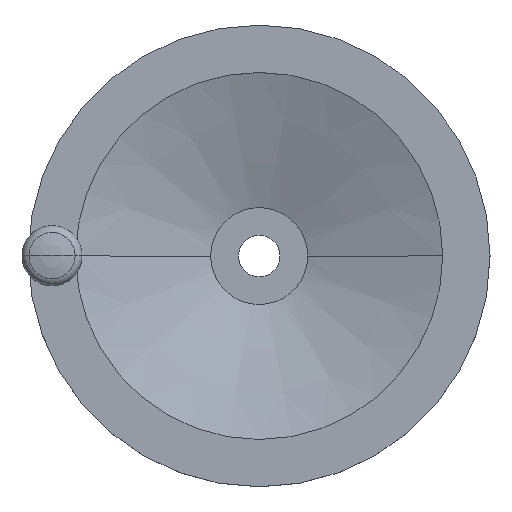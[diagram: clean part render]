
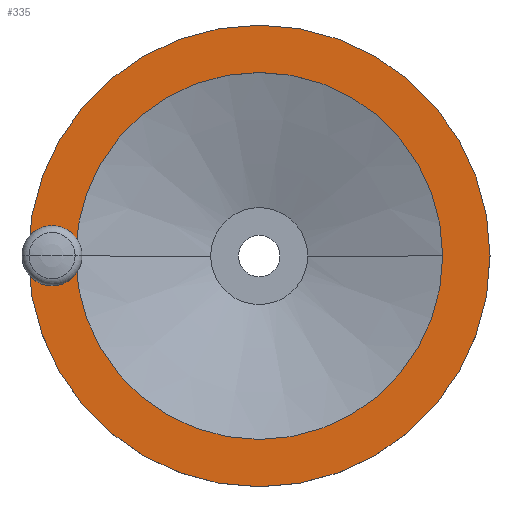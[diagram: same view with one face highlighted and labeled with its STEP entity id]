
A CAD part, top view. The second image highlights one B-rep face of the part: STEP entity #335.
In plain terms, the highlighted planar face has unit normal (0, 0, 1).
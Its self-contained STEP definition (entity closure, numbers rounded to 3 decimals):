
#185=EDGE_CURVE('',#323,#349,#483,.T.);
#187=EDGE_CURVE('',#285,#391,#485,.T.);
#235=EDGE_CURVE('',#319,#293,#540,.T.);
#249=EDGE_CURVE('',#391,#285,#559,.T.);
#265=EDGE_CURVE('',#349,#323,#578,.T.);
#285=VERTEX_POINT('',#600);
#287=EDGE_CURVE('',#293,#319,#602,.T.);
#293=VERTEX_POINT('',#608);
#319=VERTEX_POINT('',#636);
#323=VERTEX_POINT('',#640);
#335=ADVANCED_FACE('',(#654,#655,#656),#657,.T.);
#349=VERTEX_POINT('',#672);
#391=VERTEX_POINT('',#719);
#483=CIRCLE('',#815,100.0);
#485=CIRCLE('',#818,79.5);
#540=CIRCLE('',#891,6.5);
#559=CIRCLE('',#911,79.5);
#578=CIRCLE('',#934,100.0);
#600=CARTESIAN_POINT('',(-79.5,0.,45.0));
#602=CIRCLE('',#964,6.5);
#608=CARTESIAN_POINT('',(-83.25,0.,45.0));
#636=CARTESIAN_POINT('',(-96.25,0.,45.0));
#640=CARTESIAN_POINT('',(100.0,0.,45.0));
#654=FACE_BOUND('',#1026,.T.);
#655=FACE_OUTER_BOUND('',#1027,.T.);
#656=FACE_BOUND('',#1028,.T.);
#657=PLANE('',#1029);
#672=CARTESIAN_POINT('',(-100.0,0.,45.0));
#719=CARTESIAN_POINT('',(79.5,0.,45.0));
#815=AXIS2_PLACEMENT_3D('',#1221,#1222,#1223);
#818=AXIS2_PLACEMENT_3D('',#1224,#1225,#1226);
#891=AXIS2_PLACEMENT_3D('',#1314,#1315,#1316);
#911=AXIS2_PLACEMENT_3D('',#1356,#1357,#1358);
#934=AXIS2_PLACEMENT_3D('',#1384,#1385,#1386);
#964=AXIS2_PLACEMENT_3D('',#1413,#1414,#1415);
#1026=EDGE_LOOP('',(#1468,#1469));
#1027=EDGE_LOOP('',(#1470,#1471));
#1028=EDGE_LOOP('',(#1472,#1473));
#1029=AXIS2_PLACEMENT_3D('',#1474,#1475,#1476);
#1221=CARTESIAN_POINT('',(0.,0.,45.0));
#1222=DIRECTION('',(-0.0,0.0,-1.0));
#1223=DIRECTION('',(-1.0,0.,0.0));
#1224=CARTESIAN_POINT('',(0.,0.,45.0));
#1225=DIRECTION('',(-0.0,0.0,-1.0));
#1226=DIRECTION('',(-1.0,0.,0.0));
#1314=CARTESIAN_POINT('',(-89.75,0.,45.0));
#1315=DIRECTION('',(-0.0,0.0,-1.0));
#1316=DIRECTION('',(-1.0,0.,0.0));
#1356=CARTESIAN_POINT('',(0.,0.,45.0));
#1357=DIRECTION('',(-0.0,0.0,-1.0));
#1358=DIRECTION('',(-1.0,0.,0.0));
#1384=CARTESIAN_POINT('',(0.,0.,45.0));
#1385=DIRECTION('',(-0.0,0.0,-1.0));
#1386=DIRECTION('',(-1.0,0.,0.0));
#1413=CARTESIAN_POINT('',(-89.75,0.,45.0));
#1414=DIRECTION('',(-0.0,0.0,-1.0));
#1415=DIRECTION('',(-1.0,0.,0.0));
#1468=ORIENTED_EDGE('',*,*,#235,.T.);
#1469=ORIENTED_EDGE('',*,*,#287,.T.);
#1470=ORIENTED_EDGE('',*,*,#265,.F.);
#1471=ORIENTED_EDGE('',*,*,#185,.F.);
#1472=ORIENTED_EDGE('',*,*,#187,.T.);
#1473=ORIENTED_EDGE('',*,*,#249,.T.);
#1474=CARTESIAN_POINT('',(-89.75,0.,45.0));
#1475=DIRECTION('',(0.0,0.0,1.0));
#1476=DIRECTION('',(-1.0,0.,0.0));
